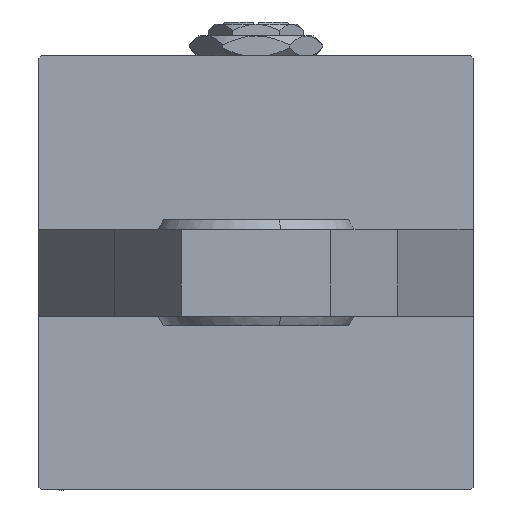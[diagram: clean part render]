
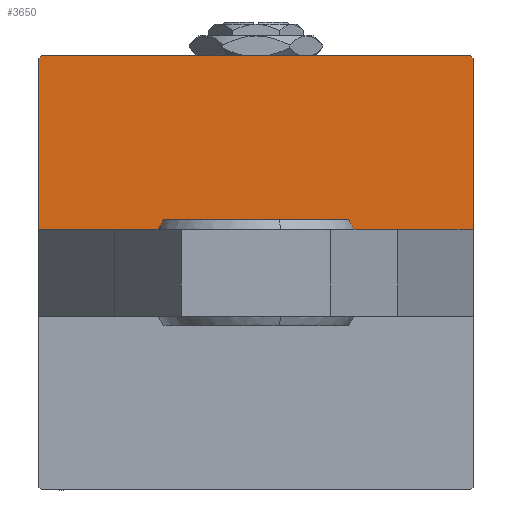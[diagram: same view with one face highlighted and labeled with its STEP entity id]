
A CAD part, left-side view. The second image highlights one B-rep face of the part: STEP entity #3650.
In plain terms, the highlighted planar face has unit normal (-1, 0, 0).
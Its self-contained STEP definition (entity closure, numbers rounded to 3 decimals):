
#593 = VECTOR ( 'NONE', #10090, 1000. ) ;
#1119 = VECTOR ( 'NONE', #28200, 1000. ) ;
#3602 = LINE ( 'NONE', #15001, #20829 ) ;
#3650 = ADVANCED_FACE ( 'NONE', ( #12664 ), #29216, .T. ) ;
#5316 = EDGE_LOOP ( 'NONE', ( #40990, #34581, #52311, #40159, #37510, #37253 ) ) ;
#6878 = DIRECTION ( 'NONE',  ( 0., -1., 0. ) ) ;
#7811 = EDGE_CURVE ( 'NONE', #16887, #16938, #26370, .T. ) ;
#7856 = CARTESIAN_POINT ( 'NONE',  ( 0., 45., 45. ) ) ;
#8256 = EDGE_CURVE ( 'NONE', #48644, #47232, #28157, .T. ) ;
#10090 = DIRECTION ( 'NONE',  ( 0., -0.707, -0.707 ) ) ;
#10825 = DIRECTION ( 'NONE',  ( 0., 0., -1. ) ) ;
#11027 = CARTESIAN_POINT ( 'NONE',  ( 0., 9., -45. ) ) ;
#11650 = LINE ( 'NONE', #7856, #1119 ) ;
#12354 = CARTESIAN_POINT ( 'NONE',  ( 0., 45., -45. ) ) ;
#12664 = FACE_OUTER_BOUND ( 'NONE', #5316, .T. ) ;
#15001 = CARTESIAN_POINT ( 'NONE',  ( 0., 45., 45. ) ) ;
#16887 = VERTEX_POINT ( 'NONE', #25118 ) ;
#16938 = VERTEX_POINT ( 'NONE', #34056 ) ;
#17079 = VECTOR ( 'NONE', #10825, 1000. ) ;
#18665 = AXIS2_PLACEMENT_3D ( 'NONE', #25141, #33812, #41679 ) ;
#18947 = EDGE_CURVE ( 'NONE', #32533, #48644, #3602, .T. ) ;
#19903 = CARTESIAN_POINT ( 'NONE',  ( 0., 44.5, 45. ) ) ;
#20829 = VECTOR ( 'NONE', #6878, 1000. ) ;
#23063 = CARTESIAN_POINT ( 'NONE',  ( 0., 45., 44.5 ) ) ;
#24291 = LINE ( 'NONE', #12354, #24305 ) ;
#24305 = VECTOR ( 'NONE', #37027, 1000. ) ;
#25118 = CARTESIAN_POINT ( 'NONE',  ( 0., 45., -44.5 ) ) ;
#25141 = CARTESIAN_POINT ( 'NONE',  ( 0., 0., 0. ) ) ;
#25579 = VERTEX_POINT ( 'NONE', #23063 ) ;
#26370 = LINE ( 'NONE', #51798, #593 ) ;
#28157 = LINE ( 'NONE', #44666, #17079 ) ;
#28200 = DIRECTION ( 'NONE',  ( 0., 0., -1. ) ) ;
#28784 = EDGE_CURVE ( 'NONE', #16938, #47232, #24291, .T. ) ;
#29216 = PLANE ( 'NONE',  #18665 ) ;
#31255 = CARTESIAN_POINT ( 'NONE',  ( 0., 9., 45. ) ) ;
#32533 = VERTEX_POINT ( 'NONE', #19903 ) ;
#32846 = EDGE_CURVE ( 'NONE', #25579, #16887, #11650, .T. ) ;
#33812 = DIRECTION ( 'NONE',  ( -1., 0., 0. ) ) ;
#34056 = CARTESIAN_POINT ( 'NONE',  ( 0., 44.5, -45. ) ) ;
#34581 = ORIENTED_EDGE ( 'NONE', *, *, #18947, .F. ) ;
#35556 = DIRECTION ( 'NONE',  ( 0., 0.707, -0.707 ) ) ;
#37027 = DIRECTION ( 'NONE',  ( 0., -1., 0. ) ) ;
#37253 = ORIENTED_EDGE ( 'NONE', *, *, #28784, .T. ) ;
#37510 = ORIENTED_EDGE ( 'NONE', *, *, #7811, .T. ) ;
#40159 = ORIENTED_EDGE ( 'NONE', *, *, #32846, .T. ) ;
#40990 = ORIENTED_EDGE ( 'NONE', *, *, #8256, .F. ) ;
#41679 = DIRECTION ( 'NONE',  ( 0., 0., 1. ) ) ;
#42613 = CARTESIAN_POINT ( 'NONE',  ( 0., 44.75, 44.75 ) ) ;
#42650 = EDGE_CURVE ( 'NONE', #32533, #25579, #43673, .T. ) ;
#43673 = LINE ( 'NONE', #42613, #48108 ) ;
#44666 = CARTESIAN_POINT ( 'NONE',  ( 0., 9., 45. ) ) ;
#47232 = VERTEX_POINT ( 'NONE', #11027 ) ;
#48108 = VECTOR ( 'NONE', #35556, 1000. ) ;
#48644 = VERTEX_POINT ( 'NONE', #31255 ) ;
#51798 = CARTESIAN_POINT ( 'NONE',  ( 0., 44.75, -44.75 ) ) ;
#52311 = ORIENTED_EDGE ( 'NONE', *, *, #42650, .T. ) ;
